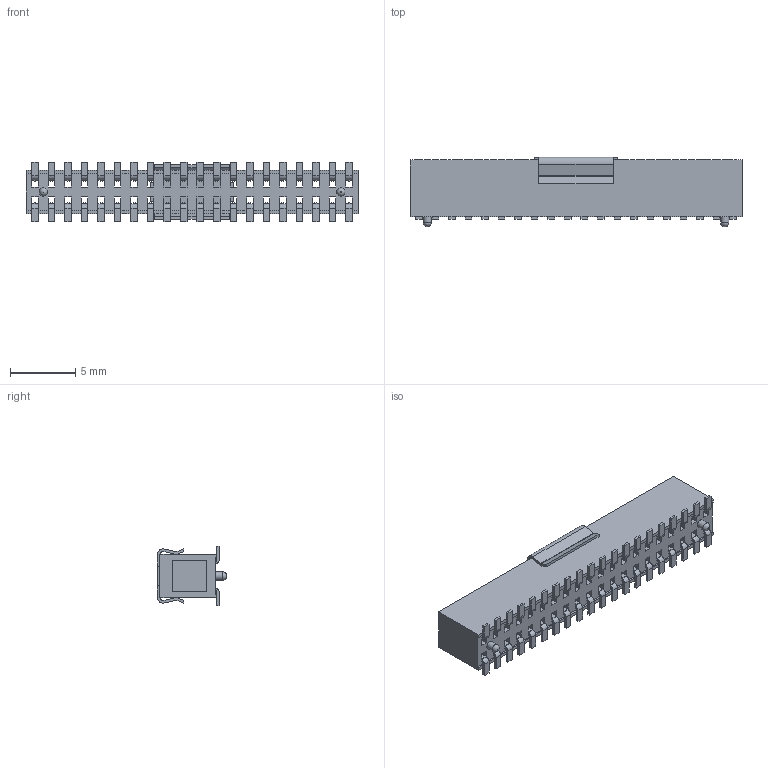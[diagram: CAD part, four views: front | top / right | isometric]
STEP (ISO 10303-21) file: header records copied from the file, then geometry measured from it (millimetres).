
FILE_DESCRIPTION(/* description */ ('STEP AP214'),/* implementation_level */ '2;1');
FILE_NAME(/* name */ 'FLE-120-01-G-DV-A-P',/* time_stamp */ '2024-09-06T12:47:11+02:00',/* author */ ('License CC BY-ND 4.0'),/* organization */ ('CADENAS'),/* preprocessor_version */ 'ST-DEVELOPER v19.3',/* originating_system */ 'PARTsolutions',/* authorisation */ ' ');
FILE_SCHEMA (('AUTOMOTIVE_DESIGN {1 0 10303 214 3 1 1}'));
Length unit declared in the file: inch
Products named in the file (4): FLE-120-01-G-DV-A-P; FLE-120-01-DV-A_socket; C-96-01-20-DV; LMP-09_pad
Assembly tree (3 placements, depth 2):
  FLE-120-01-G-DV-A-P
    FLE-120-01-DV-A_socket
    C-96-01-20-DV
    LMP-09_pad
Bounding box: 25.51 x 5.33 x 4.59 mm (x, y, z)
Volume: 424.5 mm3; surface area: 1643.7 mm2
Topology: 3 solids, 3 shells, 1068 faces, 2965 edges, 1923 vertices
Faces by surface type: plane 938, cylinder 128, torus 1, sphere 1
Full cylindrical faces by diameter (mm): 0.381 x19, 0.508 x19, 0.635 x2
Entity records: 33731 total; most frequent: CARTESIAN_POINT 5914, ORIENTED_EDGE 5842, DIRECTION 5322, EDGE_CURVE 2921, LINE 2664, VECTOR 2664, VERTEX_POINT 1921, AXIS2_PLACEMENT_3D 1329
